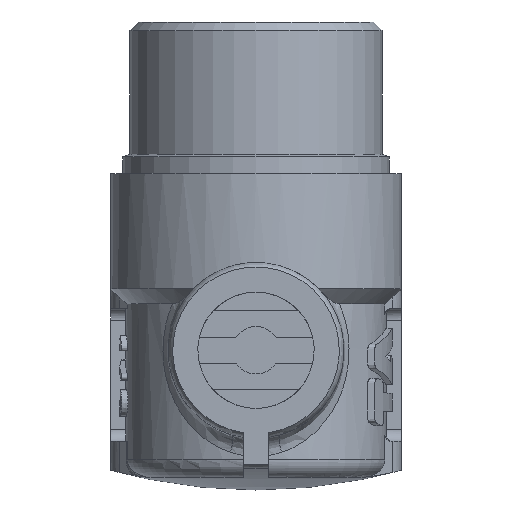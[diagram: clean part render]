
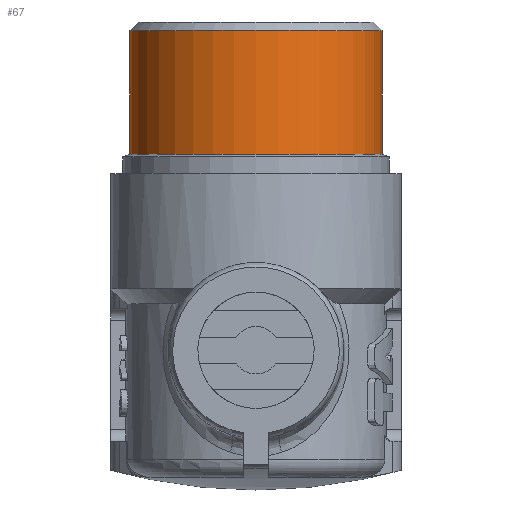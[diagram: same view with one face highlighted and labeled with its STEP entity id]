
A CAD part, top view. The second image highlights one B-rep face of the part: STEP entity #67.
In plain terms, the highlighted cylindrical face has radius 10.4 mm (diameter 20.8 mm), a full revolution.
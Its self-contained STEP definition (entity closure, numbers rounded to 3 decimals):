
#67 = ADVANCED_FACE( '', ( #208, #209 ), #210, .T. );
#208 = FACE_OUTER_BOUND( '', #452, .T. );
#209 = FACE_OUTER_BOUND( '', #453, .T. );
#210 = CYLINDRICAL_SURFACE( '', #454, 10.4 );
#452 = EDGE_LOOP( '', ( #2566 ) );
#453 = EDGE_LOOP( '', ( #2567 ) );
#454 = AXIS2_PLACEMENT_3D( '', #2568, #2569, #2570 );
#2566 = ORIENTED_EDGE( '', *, *, #3496, .T. );
#2567 = ORIENTED_EDGE( '', *, *, #3497, .F. );
#2568 = CARTESIAN_POINT( '', ( 0., 27.1, 0. ) );
#2569 = DIRECTION( '', ( 0., 1., 0. ) );
#2570 = DIRECTION( '', ( 0., 0., -1. ) );
#3496 = EDGE_CURVE( '', #3845, #3845, #3846, .T. );
#3497 = EDGE_CURVE( '', #3847, #3847, #3848, .T. );
#3845 = VERTEX_POINT( '', #4807 );
#3846 = CIRCLE( '', #4808, 10.4 );
#3847 = VERTEX_POINT( '', #4809 );
#3848 = CIRCLE( '', #4810, 10.4 );
#4807 = CARTESIAN_POINT( '', ( 0., 26.4, -10.4 ) );
#4808 = AXIS2_PLACEMENT_3D( '', #6861, #6862, #6863 );
#4809 = CARTESIAN_POINT( '', ( 0., 16.2, -10.4 ) );
#4810 = AXIS2_PLACEMENT_3D( '', #6864, #6865, #6866 );
#6861 = CARTESIAN_POINT( '', ( 0., 26.4, 0. ) );
#6862 = DIRECTION( '', ( 0., -1., 0. ) );
#6863 = DIRECTION( '', ( 0., 0., -1. ) );
#6864 = CARTESIAN_POINT( '', ( 0., 16.2, 0. ) );
#6865 = DIRECTION( '', ( 0., -1., 0. ) );
#6866 = DIRECTION( '', ( 0., 0., -1. ) );
